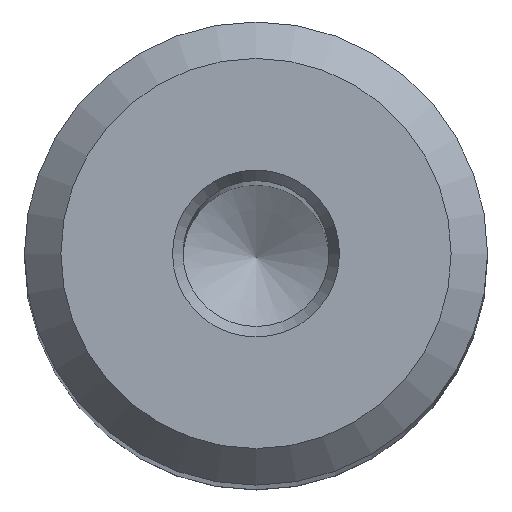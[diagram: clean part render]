
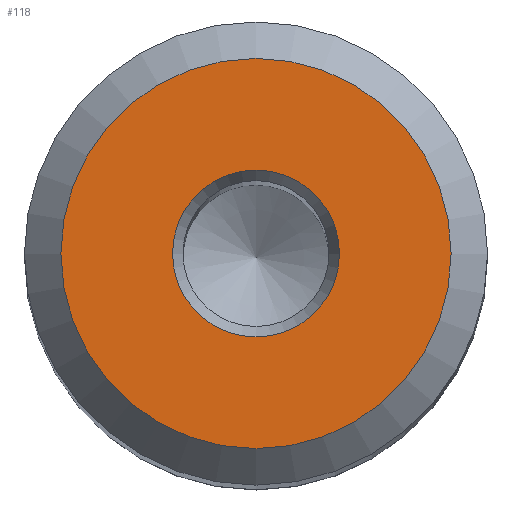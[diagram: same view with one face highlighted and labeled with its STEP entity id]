
A CAD part, top view. The second image highlights one B-rep face of the part: STEP entity #118.
In plain terms, the highlighted planar face has unit normal (0, 0, 1).
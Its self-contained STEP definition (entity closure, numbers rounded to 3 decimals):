
#35=PLANE('',#604);
#118=ADVANCED_FACE('',(#247,#248),#35,.T.);
#247=FACE_BOUND('',#329,.T.);
#248=FACE_BOUND('',#330,.T.);
#329=EDGE_LOOP('',(#411));
#330=EDGE_LOOP('',(#412));
#411=ORIENTED_EDGE('',*,*,#498,.T.);
#412=ORIENTED_EDGE('',*,*,#499,.T.);
#457=VERTEX_POINT('',#1053);
#458=VERTEX_POINT('',#1056);
#498=EDGE_CURVE('',#457,#457,#539,.T.);
#499=EDGE_CURVE('',#458,#458,#540,.T.);
#539=CIRCLE('',#601,4.577);
#540=CIRCLE('',#603,10.7);
#601=AXIS2_PLACEMENT_3D('',#1052,#743,#744);
#603=AXIS2_PLACEMENT_3D('',#1055,#747,#748);
#604=AXIS2_PLACEMENT_3D('',#1057,#749,#750);
#743=DIRECTION('',(0.,0.,-1.));
#744=DIRECTION('',(1.,0.,0.));
#747=DIRECTION('',(0.,0.,1.));
#748=DIRECTION('',(1.,0.,0.));
#749=DIRECTION('',(0.,0.,1.));
#750=DIRECTION('',(1.,0.,0.));
#1052=CARTESIAN_POINT('',(0.,0.,0.));
#1053=CARTESIAN_POINT('',(4.577,0.,0.));
#1055=CARTESIAN_POINT('',(0.,0.,0.));
#1056=CARTESIAN_POINT('',(10.7,0.,0.));
#1057=CARTESIAN_POINT('',(0.,0.,0.));
